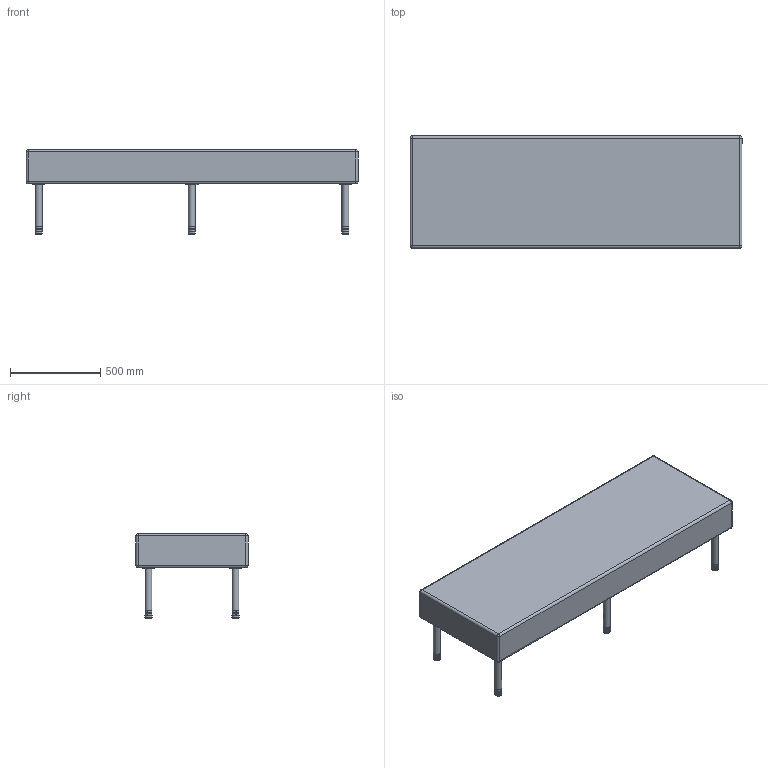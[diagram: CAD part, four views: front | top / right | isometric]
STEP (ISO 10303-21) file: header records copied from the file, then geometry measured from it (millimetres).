
FILE_DESCRIPTION(/* description */ (''),/* implementation_level */ '2;1');
FILE_NAME(/* name */ 'EXB2472.stp',/* time_stamp */ '2018-04-23T10:52:14-04:00',/* author */ ('emehringer'),/* organization */ (''),/* preprocessor_version */ 'ST-DEVELOPER v16.13',/* originating_system */ 'Autodesk Inventor 2018',/* authorisation */ '');
FILE_SCHEMA (('AUTOMOTIVE_DESIGN { 1 0 10303 214 3 1 1 }'));
Length unit declared in the file: inch
Products named in the file (4): EXB2472; EX30 SEAT; EX10 LGFR-A; LEG CAP RD1.5
Assembly tree (13 placements, depth 2):
  EXB2472
    EX30 SEAT
    LEG CAP RD1.5  x6
    EX10 LGFR-A  x6
Bounding box: 1841.5 x 622.3 x 471.12 mm (x, y, z)
Volume: 218511398.9 mm3; surface area: 3712321.7 mm2
Topology: 31 solids, 43 shells, 2966 faces, 6030 edges, 3204 vertices
Faces by surface type: cylinder 1032, torus 786, bspline 720, plane 300, sphere 104, cone 24
Full cylindrical faces by diameter (mm): 6.198 x6, 6.528 x6, 7.925 x18, 8.731 x24, 9.906 x12, 11.989 x12, 27.94 x6, 31.75 x6, 34.087 x24, 34.798 x6, 38.1 x6, 39.37 x6
Entity records: 19211 total; most frequent: CARTESIAN_POINT 9402, ORIENTED_EDGE 2006, DIRECTION 1884, EDGE_CURVE 1005, AXIS2_PLACEMENT_3D 825, EDGE_LOOP 570, VERTEX_POINT 543, FACE_OUTER_BOUND 516
